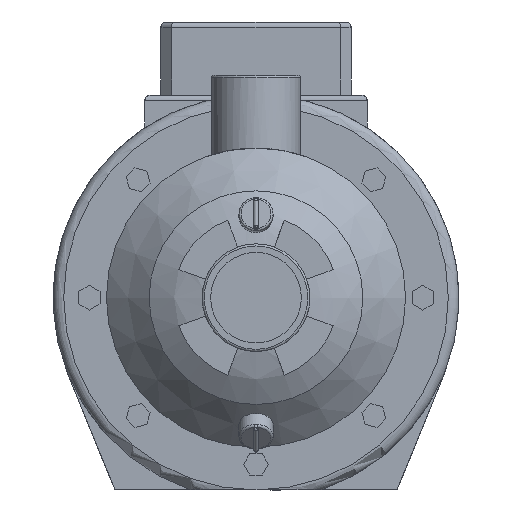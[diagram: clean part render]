
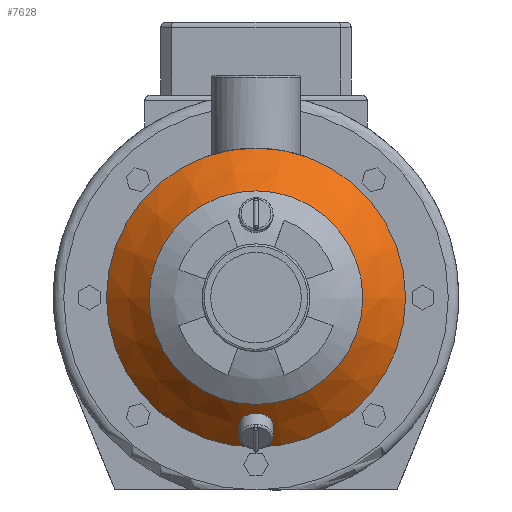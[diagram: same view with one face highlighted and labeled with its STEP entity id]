
A CAD part, left-side view. The second image highlights one B-rep face of the part: STEP entity #7628.
In plain terms, the highlighted conical face has half-angle 45 degrees and reference radius 60 mm.
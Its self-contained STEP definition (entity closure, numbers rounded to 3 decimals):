
#302=CIRCLE('',#8294,70.);
#303=CIRCLE('',#8295,50.);
#304=CIRCLE('',#8296,50.);
#311=CONICAL_SURFACE('',#8293,60.,0.785);
#396=B_SPLINE_CURVE_WITH_KNOTS('',3,(#14261,#14262,#14263,#14264,#14265,
#14266,#14267,#14268,#14269,#14270,#14271,#14272,#14273,#14274,#14275,#14276,
#14277,#14278,#14279,#14280,#14281,#14282,#14283,#14284,#14285,#14286,#14287,
#14288,#14289,#14290,#14291,#14292,#14293,#14294,#14295,#14296,#14297,#14298,
#14299,#14300,#14301,#14302,#14303,#14304,#14305,#14306,#14307,#14308,#14309,
#14310,#14311,#14312,#14313,#14314,#14315,#14316,#14317,#14318,#14319,#14320,
#14321,#14322,#14323,#14324,#14325,#14326,#14327,#14328,#14329,#14330,#14331,
#14332,#14333,#14334,#14335,#14336,#14337,#14338,#14339,#14340,#14341,#14342,
#14343,#14344,#14345,#14346,#14347,#14348),.UNSPECIFIED.,.T.,.F.,(4,3,3,
3,3,3,3,3,3,3,3,3,3,3,3,3,3,3,3,3,3,3,3,3,3,3,3,3,3,4),(0.,0.245,
0.495,0.608,0.701,0.946,
1.191,1.293,1.543,1.748,1.914,
2.011,2.261,2.427,2.554,2.646,
2.876,3.029,3.124,3.206,3.436,
3.627,3.701,3.929,4.153,4.248,
4.322,4.552,4.78,4.826),
 .UNSPECIFIED.);
#488=FACE_BOUND('',#1635,.T.);
#489=FACE_BOUND('',#1636,.T.);
#1183=FACE_OUTER_BOUND('',#1634,.T.);
#1634=EDGE_LOOP('',(#7088));
#1635=EDGE_LOOP('',(#7089));
#1636=EDGE_LOOP('',(#7090,#7091));
#3707=VERTEX_POINT('',#14260);
#3827=VERTEX_POINT('',#14841);
#3828=VERTEX_POINT('',#14843);
#3829=VERTEX_POINT('',#14844);
#4739=EDGE_CURVE('',#3707,#3707,#396,.T.);
#4923=EDGE_CURVE('',#3827,#3827,#302,.T.);
#4924=EDGE_CURVE('',#3828,#3829,#303,.T.);
#4925=EDGE_CURVE('',#3829,#3828,#304,.T.);
#7088=ORIENTED_EDGE('',*,*,#4923,.T.);
#7089=ORIENTED_EDGE('',*,*,#4739,.T.);
#7090=ORIENTED_EDGE('',*,*,#4924,.F.);
#7091=ORIENTED_EDGE('',*,*,#4925,.F.);
#7628=ADVANCED_FACE('',(#1183,#488,#489),#311,.T.);
#8293=AXIS2_PLACEMENT_3D('',#14840,#10321,#10322);
#8294=AXIS2_PLACEMENT_3D('',#14842,#10323,#10324);
#8295=AXIS2_PLACEMENT_3D('',#14845,#10325,#10326);
#8296=AXIS2_PLACEMENT_3D('',#14846,#10327,#10328);
#10321=DIRECTION('center_axis',(1.,0.,0.));
#10322=DIRECTION('ref_axis',(0.,-1.,0.));
#10323=DIRECTION('center_axis',(-1.,0.,0.));
#10324=DIRECTION('ref_axis',(0.,-1.,0.));
#10325=DIRECTION('center_axis',(-1.,0.,0.));
#10326=DIRECTION('ref_axis',(0.,-1.,0.));
#10327=DIRECTION('center_axis',(-1.,0.,0.));
#10328=DIRECTION('ref_axis',(0.,-1.,0.));
#14260=CARTESIAN_POINT('',(-116.454,-7.964,30.913));
#14261=CARTESIAN_POINT('Ctrl Pts',(-116.454,-7.964,
30.913));
#14262=CARTESIAN_POINT('Ctrl Pts',(-115.876,-8.041,
30.341));
#14263=CARTESIAN_POINT('Ctrl Pts',(-115.271,-7.993,
29.723));
#14264=CARTESIAN_POINT('Ctrl Pts',(-114.691,-7.803,
29.114));
#14265=CARTESIAN_POINT('Ctrl Pts',(-114.101,-7.61,28.494));
#14266=CARTESIAN_POINT('Ctrl Pts',(-113.537,-7.27,
27.884));
#14267=CARTESIAN_POINT('Ctrl Pts',(-113.041,-6.817,27.336));
#14268=CARTESIAN_POINT('Ctrl Pts',(-112.815,-6.61,
27.086));
#14269=CARTESIAN_POINT('Ctrl Pts',(-112.603,-6.38,
26.849));
#14270=CARTESIAN_POINT('Ctrl Pts',(-112.408,-6.134,
26.629));
#14271=CARTESIAN_POINT('Ctrl Pts',(-112.249,-5.934,
26.45));
#14272=CARTESIAN_POINT('Ctrl Pts',(-112.101,-5.724,
26.282));
#14273=CARTESIAN_POINT('Ctrl Pts',(-111.959,-5.496,
26.12));
#14274=CARTESIAN_POINT('Ctrl Pts',(-111.581,-4.892,25.689));
#14275=CARTESIAN_POINT('Ctrl Pts',(-111.258,-4.173,
25.312));
#14276=CARTESIAN_POINT('Ctrl Pts',(-111.02,-3.393,
25.034));
#14277=CARTESIAN_POINT('Ctrl Pts',(-110.781,-2.609,
24.753));
#14278=CARTESIAN_POINT('Ctrl Pts',(-110.628,-1.76,24.571));
#14279=CARTESIAN_POINT('Ctrl Pts',(-110.565,-0.922,
24.496));
#14280=CARTESIAN_POINT('Ctrl Pts',(-110.539,-0.575,
24.465));
#14281=CARTESIAN_POINT('Ctrl Pts',(-110.528,-0.232,
24.452));
#14282=CARTESIAN_POINT('Ctrl Pts',(-110.531,0.109,
24.456));
#14283=CARTESIAN_POINT('Ctrl Pts',(-110.538,0.943,
24.465));
#14284=CARTESIAN_POINT('Ctrl Pts',(-110.633,1.814,24.578));
#14285=CARTESIAN_POINT('Ctrl Pts',(-110.821,2.642,24.8));
#14286=CARTESIAN_POINT('Ctrl Pts',(-110.976,3.323,24.982));
#14287=CARTESIAN_POINT('Ctrl Pts',(-111.193,3.975,25.237));
#14288=CARTESIAN_POINT('Ctrl Pts',(-111.46,4.563,25.547));
#14289=CARTESIAN_POINT('Ctrl Pts',(-111.677,5.04,25.798));
#14290=CARTESIAN_POINT('Ctrl Pts',(-111.927,5.475,26.085));
#14291=CARTESIAN_POINT('Ctrl Pts',(-112.197,5.854,26.391));
#14292=CARTESIAN_POINT('Ctrl Pts',(-112.354,6.075,26.569));
#14293=CARTESIAN_POINT('Ctrl Pts',(-112.522,6.283,26.758));
#14294=CARTESIAN_POINT('Ctrl Pts',(-112.702,6.478,26.959));
#14295=CARTESIAN_POINT('Ctrl Pts',(-113.166,6.981,27.477));
#14296=CARTESIAN_POINT('Ctrl Pts',(-113.705,7.384,28.068));
#14297=CARTESIAN_POINT('Ctrl Pts',(-114.281,7.644,28.681));
#14298=CARTESIAN_POINT('Ctrl Pts',(-114.663,7.816,29.087));
#14299=CARTESIAN_POINT('Ctrl Pts',(-115.061,7.926,29.503));
#14300=CARTESIAN_POINT('Ctrl Pts',(-115.461,7.973,29.913));
#14301=CARTESIAN_POINT('Ctrl Pts',(-115.769,8.009,30.228));
#14302=CARTESIAN_POINT('Ctrl Pts',(-116.078,8.008,30.539));
#14303=CARTESIAN_POINT('Ctrl Pts',(-116.379,7.974,30.839));
#14304=CARTESIAN_POINT('Ctrl Pts',(-116.595,7.949,31.054));
#14305=CARTESIAN_POINT('Ctrl Pts',(-116.813,7.906,31.267));
#14306=CARTESIAN_POINT('Ctrl Pts',(-117.034,7.845,31.482));
#14307=CARTESIAN_POINT('Ctrl Pts',(-117.592,7.689,32.025));
#14308=CARTESIAN_POINT('Ctrl Pts',(-118.162,7.408,32.562));
#14309=CARTESIAN_POINT('Ctrl Pts',(-118.692,7.015,33.047));
#14310=CARTESIAN_POINT('Ctrl Pts',(-119.043,6.754,33.369));
#14311=CARTESIAN_POINT('Ctrl Pts',(-119.377,6.444,33.668));
#14312=CARTESIAN_POINT('Ctrl Pts',(-119.68,6.102,33.936));
#14313=CARTESIAN_POINT('Ctrl Pts',(-119.87,5.887,34.104));
#14314=CARTESIAN_POINT('Ctrl Pts',(-120.048,5.66,34.259));
#14315=CARTESIAN_POINT('Ctrl Pts',(-120.212,5.426,34.401));
#14316=CARTESIAN_POINT('Ctrl Pts',(-120.352,5.226,34.522));
#14317=CARTESIAN_POINT('Ctrl Pts',(-120.486,5.014,34.638));
#14318=CARTESIAN_POINT('Ctrl Pts',(-120.615,4.79,34.747));
#14319=CARTESIAN_POINT('Ctrl Pts',(-120.976,4.156,35.055));
#14320=CARTESIAN_POINT('Ctrl Pts',(-121.281,3.424,35.308));
#14321=CARTESIAN_POINT('Ctrl Pts',(-121.492,2.653,35.481));
#14322=CARTESIAN_POINT('Ctrl Pts',(-121.666,2.014,35.625));
#14323=CARTESIAN_POINT('Ctrl Pts',(-121.776,1.348,35.714));
#14324=CARTESIAN_POINT('Ctrl Pts',(-121.82,0.696,
35.75));
#14325=CARTESIAN_POINT('Ctrl Pts',(-121.838,0.444,
35.764));
#14326=CARTESIAN_POINT('Ctrl Pts',(-121.845,0.195,
35.77));
#14327=CARTESIAN_POINT('Ctrl Pts',(-121.844,-0.051,
35.769));
#14328=CARTESIAN_POINT('Ctrl Pts',(-121.84,-0.815,
35.766));
#14329=CARTESIAN_POINT('Ctrl Pts',(-121.747,-1.62,
35.691));
#14330=CARTESIAN_POINT('Ctrl Pts',(-121.559,-2.394,
35.536));
#14331=CARTESIAN_POINT('Ctrl Pts',(-121.374,-3.153,35.385));
#14332=CARTESIAN_POINT('Ctrl Pts',(-121.098,-3.88,
35.156));
#14333=CARTESIAN_POINT('Ctrl Pts',(-120.761,-4.523,
34.871));
#14334=CARTESIAN_POINT('Ctrl Pts',(-120.619,-4.793,
34.751));
#14335=CARTESIAN_POINT('Ctrl Pts',(-120.467,-5.048,34.621));
#14336=CARTESIAN_POINT('Ctrl Pts',(-120.308,-5.286,
34.484));
#14337=CARTESIAN_POINT('Ctrl Pts',(-120.182,-5.474,34.375));
#14338=CARTESIAN_POINT('Ctrl Pts',(-120.05,-5.654,
34.261));
#14339=CARTESIAN_POINT('Ctrl Pts',(-119.91,-5.829,
34.138));
#14340=CARTESIAN_POINT('Ctrl Pts',(-119.478,-6.367,
33.76));
#14341=CARTESIAN_POINT('Ctrl Pts',(-118.972,-6.84,
33.307));
#14342=CARTESIAN_POINT('Ctrl Pts',(-118.433,-7.196,32.809));
#14343=CARTESIAN_POINT('Ctrl Pts',(-117.897,-7.55,
32.313));
#14344=CARTESIAN_POINT('Ctrl Pts',(-117.328,-7.79,31.772));
#14345=CARTESIAN_POINT('Ctrl Pts',(-116.78,-7.907,
31.235));
#14346=CARTESIAN_POINT('Ctrl Pts',(-116.67,-7.931,
31.127));
#14347=CARTESIAN_POINT('Ctrl Pts',(-116.562,-7.95,
31.02));
#14348=CARTESIAN_POINT('Ctrl Pts',(-116.454,-7.964,
30.913));
#14840=CARTESIAN_POINT('Origin',(-116.075,0.,90.));
#14841=CARTESIAN_POINT('',(-106.075,70.,90.));
#14842=CARTESIAN_POINT('Origin',(-106.075,0.,90.));
#14843=CARTESIAN_POINT('',(-126.075,50.,90.));
#14844=CARTESIAN_POINT('',(-126.075,-50.,90.));
#14845=CARTESIAN_POINT('Origin',(-126.075,0.,90.));
#14846=CARTESIAN_POINT('Origin',(-126.075,0.,90.));
